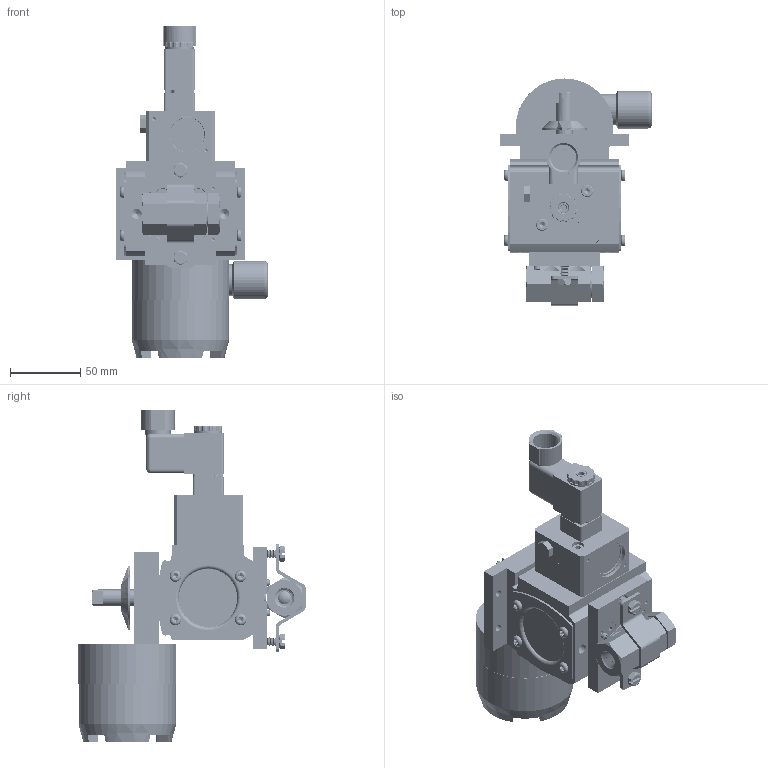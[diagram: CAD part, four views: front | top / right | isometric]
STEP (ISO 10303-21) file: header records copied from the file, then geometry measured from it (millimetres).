
FILE_DESCRIPTION (( 'STEP AP203' ), '1' );
FILE_NAME ('84MXXA512D4GPDCLS.step', '2018-08-30T18:10:23', ( '' ), ( '' ), 'SwSTEP 2.0', 'SolidWorks 2018', '' );
FILE_SCHEMA (( 'CONFIG_CONTROL_DESIGN' ));
Products named in the file (1): 84MXXA512D4GPDCLS
Bounding box: 107.71 x 161.26 x 235.76 mm (x, y, z)
Volume: 613508.2 mm3; surface area: 230289.7 mm2
Topology: 56 solids, 56 shells, 4560 faces, 11806 edges, 7312 vertices
Faces by surface type: cylinder 1924, cone 1389, plane 838, bspline 222, torus 177, sphere 10
Entity records: 224658 total; most frequent: CARTESIAN_POINT 117555, ORIENTED_EDGE 23212, DIRECTION 22340, EDGE_CURVE 11606, AXIS2_PLACEMENT_3D 8901, VERTEX_POINT 7308, EDGE_LOOP 4866, CIRCLE 4562
